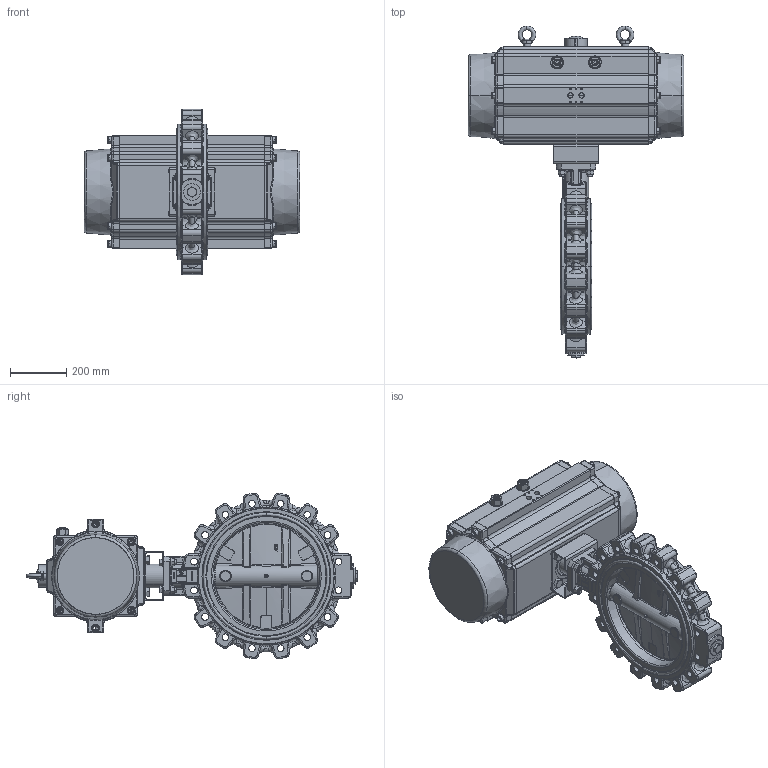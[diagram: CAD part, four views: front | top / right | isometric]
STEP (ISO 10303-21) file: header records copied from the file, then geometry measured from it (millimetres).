
FILE_DESCRIPTION (( 'STEP AP203' ), '1' );
FILE_NAME ('AK02_DN400_pneu._GS.STEP', '2022-11-04T08:32:06', ( '' ), ( '' ), 'SwSTEP 2.0', 'SolidWorks 2021', '' );
FILE_SCHEMA (( 'CONFIG_CONTROL_DESIGN' ));
Products named in the file (1): AK02_DN400_pneu._GS
Bounding box: 769 x 1184 x 590.45 mm (x, y, z)
Surface area: 2720800.2 mm2 (no closed solid volume)
Topology: 0 solids, 685 shells, 1889 faces, 6785 edges, 5413 vertices
Faces by surface type: cylinder 488, plane 450, bspline 373, torus 369, cone 154, sphere 55
Entity records: 156253 total; most frequent: CARTESIAN_POINT 103686, DIRECTION 10086, ORIENTED_EDGE 9392, EDGE_CURVE 6675, VERTEX_POINT 5413, AXIS2_PLACEMENT_3D 4008, CIRCLE 2491, VECTOR 2070
